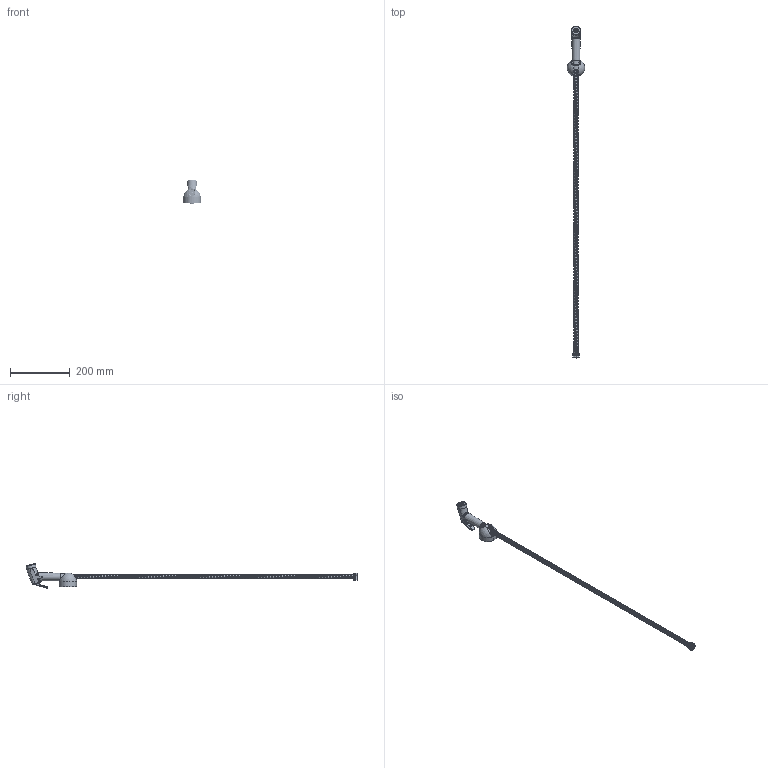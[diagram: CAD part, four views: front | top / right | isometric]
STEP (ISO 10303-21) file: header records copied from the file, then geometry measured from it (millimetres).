
FILE_DESCRIPTION (( 'STEP AP203' ), '1' );
FILE_NAME ('99FP03323.STEP', '2025-07-03T07:15:50', ( '' ), ( '' ), 'SwSTEP 2.0', 'SolidWorks 2021', '' );
FILE_SCHEMA (( 'CONFIG_CONTROL_DESIGN' ));
Length unit declared in the file: millimetre
Products named in the file (1): 99FP03323
Bounding box: 58.5 x 1115.89 x 82.91 mm (x, y, z)
Volume: 572119.1 mm3; surface area: 195610.8 mm2
Topology: 6 solids, 6 shells, 734 faces, 1643 edges, 965 vertices
Faces by surface type: plane 482, cylinder 180, bspline 42, torus 19, cone 8, sphere 3
Full cylindrical faces by diameter (mm): 1.5 x33, 4 x2, 4.7 x1, 7.135 x2, 11 x2, 14.5 x1, 16 x2, 17.5 x3, 18.5 x1, 19 x2, 19.2 x2, 21.8 x2, 32 x1, 54.3 x1, 58.5 x1
Entity records: 61744 total; most frequent: CARTESIAN_POINT 46051, DIRECTION 3297, ORIENTED_EDGE 3104, EDGE_CURVE 1552, AXIS2_PLACEMENT_3D 1259, VERTEX_POINT 945, EDGE_LOOP 849, FACE_OUTER_BOUND 788
